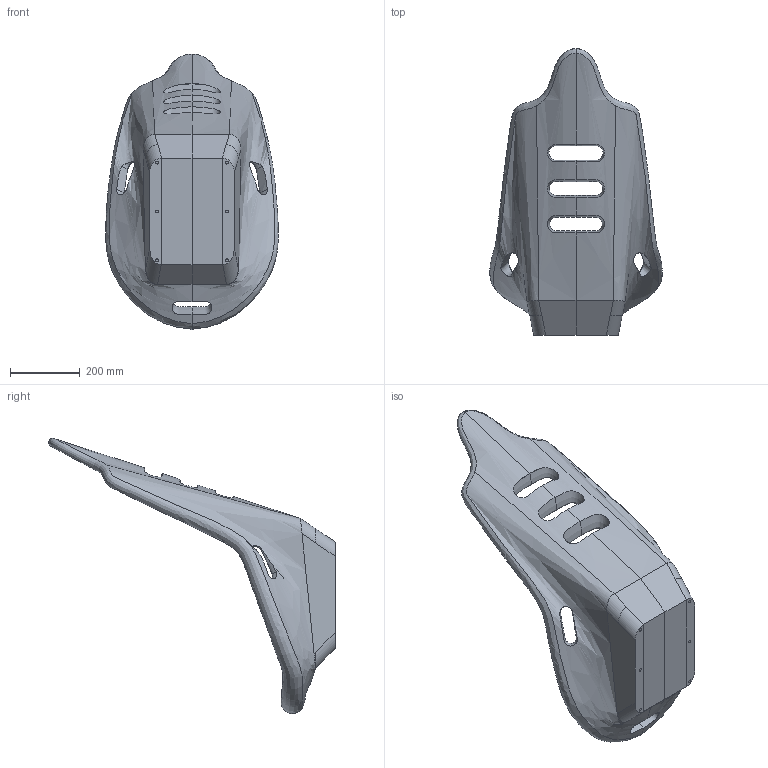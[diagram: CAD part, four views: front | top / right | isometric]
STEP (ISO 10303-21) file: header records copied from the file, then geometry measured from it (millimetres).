
FILE_DESCRIPTION(/* description */ (''),/* implementation_level */ '2;1');
FILE_NAME(/* name */ 'summit_bucket_seat.stp',/* time_stamp */ '2023-11-30T16:04:32+01:00',/* author */ ('Leo'),/* organization */ (''),/* preprocessor_version */ 'ST-DEVELOPER v17',/* originating_system */ 'Autodesk Inventor 2018',/* authorisation */ '');
FILE_SCHEMA (('AUTOMOTIVE_DESIGN { 1 0 10303 214 3 1 1 }'));
Length unit declared in the file: millimetre
Products named in the file (1): summit_bucket_seat
Bounding box: 493.86 x 819.14 x 787.46 mm (x, y, z)
Volume: 29515890.3 mm3; surface area: 1197272.3 mm2
Topology: 1 solids, 1 shells, 48 faces, 209 edges, 147 vertices
Faces by surface type: bspline 28, plane 16, cylinder 4
Entity records: 9712 total; most frequent: CARTESIAN_POINT 8282, ORIENTED_EDGE 390, EDGE_CURVE 195, VERTEX_POINT 147, B_SPLINE_CURVE_WITH_KNOTS 129, DIRECTION 119, EDGE_LOOP 58, LINE 55
